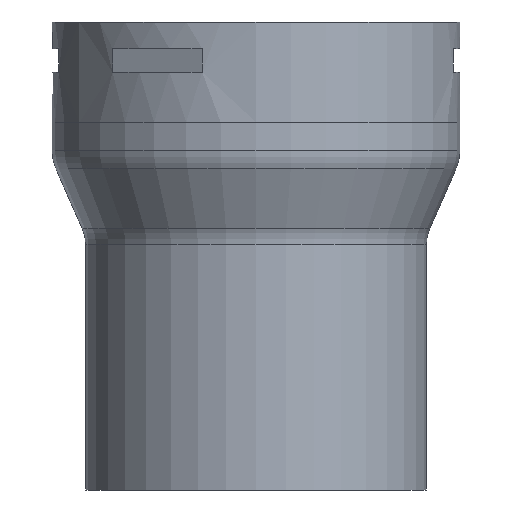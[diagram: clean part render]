
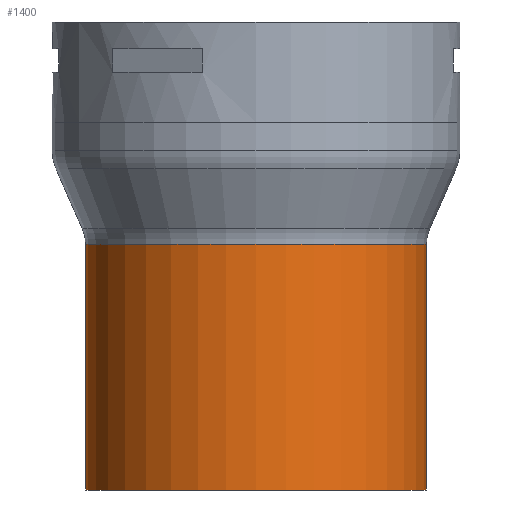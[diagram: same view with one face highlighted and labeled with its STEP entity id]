
A CAD part, front view. The second image highlights one B-rep face of the part: STEP entity #1400.
In plain terms, the highlighted cylindrical face has radius 510 mm (diameter 1020 mm), a full revolution.
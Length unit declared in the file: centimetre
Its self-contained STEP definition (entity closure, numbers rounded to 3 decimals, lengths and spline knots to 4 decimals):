
#42=CYLINDRICAL_SURFACE('',#1538,51.);
#166=LINE('',#2350,#295);
#295=VECTOR('',#1932,51.);
#381=FACE_OUTER_BOUND('',#469,.T.);
#469=EDGE_LOOP('',(#1225,#1226,#1227,#1228,#1229));
#511=CIRCLE('',#1504,51.);
#533=CIRCLE('',#1536,51.);
#534=CIRCLE('',#1537,51.);
#645=VERTEX_POINT('',#2290);
#663=VERTEX_POINT('',#2344);
#664=VERTEX_POINT('',#2346);
#825=EDGE_CURVE('',#645,#645,#511,.T.);
#852=EDGE_CURVE('',#664,#663,#533,.T.);
#853=EDGE_CURVE('',#663,#664,#534,.T.);
#854=EDGE_CURVE('',#645,#664,#166,.T.);
#1225=ORIENTED_EDGE('',*,*,#825,.F.);
#1226=ORIENTED_EDGE('',*,*,#854,.T.);
#1227=ORIENTED_EDGE('',*,*,#852,.T.);
#1228=ORIENTED_EDGE('',*,*,#853,.T.);
#1229=ORIENTED_EDGE('',*,*,#854,.F.);
#1400=ADVANCED_FACE('',(#381),#42,.T.);
#1504=AXIS2_PLACEMENT_3D('',#2291,#1857,#1858);
#1536=AXIS2_PLACEMENT_3D('',#2347,#1926,#1927);
#1537=AXIS2_PLACEMENT_3D('',#2348,#1928,#1929);
#1538=AXIS2_PLACEMENT_3D('',#2349,#1930,#1931);
#1857=DIRECTION('center_axis',(0.,0.,-1.));
#1858=DIRECTION('ref_axis',(0.,-1.,0.));
#1926=DIRECTION('center_axis',(0.,0.,-1.));
#1927=DIRECTION('ref_axis',(1.,0.,0.));
#1928=DIRECTION('center_axis',(0.,0.,-1.));
#1929=DIRECTION('ref_axis',(1.,0.,0.));
#1930=DIRECTION('center_axis',(0.,0.,-1.));
#1931=DIRECTION('ref_axis',(-1.,0.,0.));
#1932=DIRECTION('',(0.,0.,1.));
#2290=CARTESIAN_POINT('',(51.,0.,0.));
#2291=CARTESIAN_POINT('Origin',(0.,0.,0.));
#2344=CARTESIAN_POINT('',(0.,-51.,73.4764));
#2346=CARTESIAN_POINT('',(51.,0.,73.4764));
#2347=CARTESIAN_POINT('Origin',(0.,0.,73.4764));
#2348=CARTESIAN_POINT('Origin',(0.,0.,73.4764));
#2349=CARTESIAN_POINT('Origin',(0.,0.,46.7382));
#2350=CARTESIAN_POINT('',(51.,0.,46.7382));
